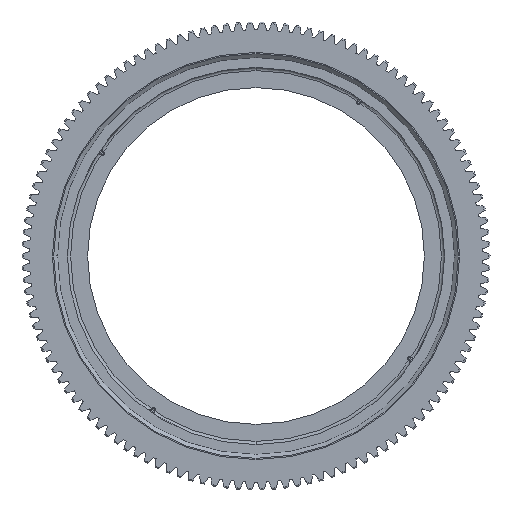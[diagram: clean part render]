
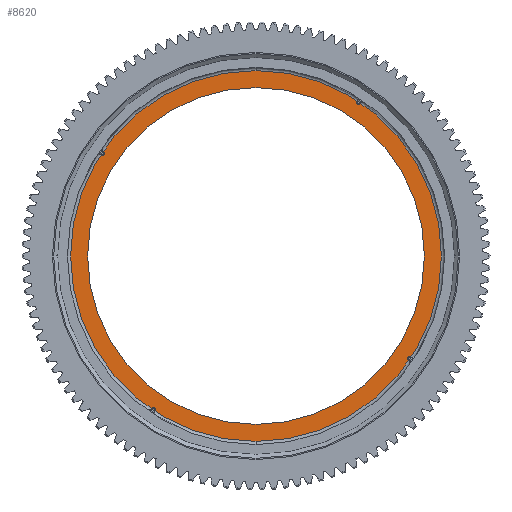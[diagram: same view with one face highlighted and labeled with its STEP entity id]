
A CAD part, front view. The second image highlights one B-rep face of the part: STEP entity #8620.
In plain terms, the highlighted planar face has unit normal (0, -1, 0).
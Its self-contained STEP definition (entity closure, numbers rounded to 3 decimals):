
#226 = CARTESIAN_POINT ( 'NONE',  ( 0., 16., -267. ) ) ;
#680 = CARTESIAN_POINT ( 'NONE',  ( 0., 16., 0. ) ) ;
#737 = DIRECTION ( 'NONE',  ( 0., -1., 0. ) ) ;
#741 = DIRECTION ( 'NONE',  ( 0., 0., 1. ) ) ;
#910 = AXIS2_PLACEMENT_3D ( 'NONE', #680, #737, #741 ) ;
#1767 = ORIENTED_EDGE ( 'NONE', *, *, #29597, .F. ) ;
#1779 = VERTEX_POINT ( 'NONE', #29634 ) ;
#2594 = AXIS2_PLACEMENT_3D ( 'NONE', #25756, #27110, #27054 ) ;
#2790 = AXIS2_PLACEMENT_3D ( 'NONE', #16515, #16660, #16603 ) ;
#2896 = VERTEX_POINT ( 'NONE', #18366 ) ;
#3117 = DIRECTION ( 'NONE',  ( 0., -1., 0. ) ) ;
#3556 = CARTESIAN_POINT ( 'NONE',  ( 0., 16., 294. ) ) ;
#5100 = EDGE_CURVE ( 'NONE', #25741, #2896, #14343, .T. ) ;
#6762 = AXIS2_PLACEMENT_3D ( 'NONE', #24615, #10743, #26917 ) ;
#6957 = ORIENTED_EDGE ( 'NONE', *, *, #25189, .F. ) ;
#8252 = ORIENTED_EDGE ( 'NONE', *, *, #5100, .T. ) ;
#8382 = FACE_BOUND ( 'NONE', #29204, .T. ) ;
#8620 = ADVANCED_FACE ( 'NONE', ( #26092, #8382 ), #25537, .F. ) ;
#10743 = DIRECTION ( 'NONE',  ( 0., -1., 0. ) ) ;
#14343 = CIRCLE ( 'NONE', #2790, 294. ) ;
#15827 = EDGE_CURVE ( 'NONE', #2896, #25741, #16490, .T. ) ;
#16490 = CIRCLE ( 'NONE', #910, 294. ) ;
#16515 = CARTESIAN_POINT ( 'NONE',  ( 0., 16., 0. ) ) ;
#16603 = DIRECTION ( 'NONE',  ( 0., 0., 1. ) ) ;
#16660 = DIRECTION ( 'NONE',  ( 0., -1., 0. ) ) ;
#17019 = CARTESIAN_POINT ( 'NONE',  ( 0., 16., 0. ) ) ;
#17126 = CIRCLE ( 'NONE', #6762, 267. ) ;
#18366 = CARTESIAN_POINT ( 'NONE',  ( 0., 16., -294. ) ) ;
#19374 = DIRECTION ( 'NONE',  ( 0., 0., 1. ) ) ;
#20787 = EDGE_LOOP ( 'NONE', ( #8252, #24689 ) ) ;
#23582 = CIRCLE ( 'NONE', #27430, 267. ) ;
#24615 = CARTESIAN_POINT ( 'NONE',  ( 0., 16., 0. ) ) ;
#24689 = ORIENTED_EDGE ( 'NONE', *, *, #15827, .T. ) ;
#25189 = EDGE_CURVE ( 'NONE', #27382, #1779, #17126, .T. ) ;
#25537 = PLANE ( 'NONE',  #2594 ) ;
#25741 = VERTEX_POINT ( 'NONE', #3556 ) ;
#25756 = CARTESIAN_POINT ( 'NONE',  ( 0., 16., 239. ) ) ;
#26092 = FACE_OUTER_BOUND ( 'NONE', #20787, .T. ) ;
#26917 = DIRECTION ( 'NONE',  ( 0., 0., 1. ) ) ;
#27054 = DIRECTION ( 'NONE',  ( 0., 0., 1. ) ) ;
#27110 = DIRECTION ( 'NONE',  ( 0., 1., 0. ) ) ;
#27382 = VERTEX_POINT ( 'NONE', #226 ) ;
#27430 = AXIS2_PLACEMENT_3D ( 'NONE', #17019, #3117, #19374 ) ;
#29204 = EDGE_LOOP ( 'NONE', ( #1767, #6957 ) ) ;
#29597 = EDGE_CURVE ( 'NONE', #1779, #27382, #23582, .T. ) ;
#29634 = CARTESIAN_POINT ( 'NONE',  ( 0., 16., 267. ) ) ;
